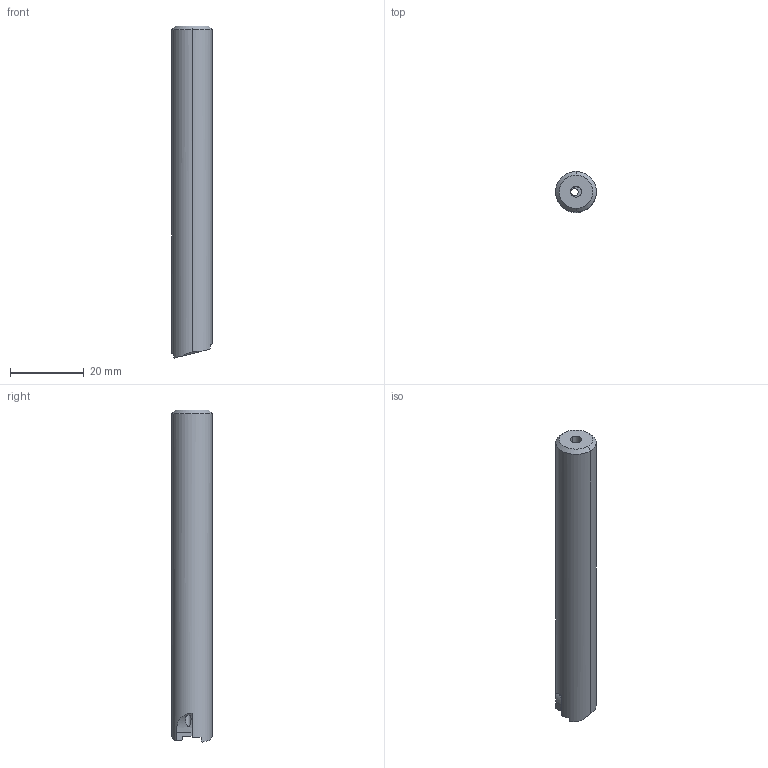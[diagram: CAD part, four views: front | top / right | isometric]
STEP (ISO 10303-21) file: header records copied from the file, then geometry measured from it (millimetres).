
FILE_DESCRIPTION(('no description'),'unknown implementation level');
FILE_NAME('0F08B6CF-298C-453A-8663-2074AFF712EF_export.stp',' ',('CIMSOURCE GmbH'),('CADClick - KiM GmbH - www.kimweb.de'),'unknown preprocess','ACIS','unknown authorization');
FILE_SCHEMA(('automotive_design'));
Length unit declared in the file: millimetre
Products named in the file (1): Fase2
Bounding box: 11 x 11 x 89.82 mm (x, y, z)
Volume: 7666.8 mm3; surface area: 4091.9 mm2
Topology: 1 solids, 1 shells, 53 faces, 148 edges, 94 vertices
Faces by surface type: cylinder 25, plane 18, cone 10
Entity records: 3550 total; most frequent: CARTESIAN_POINT 659, STYLED_ITEM 292, PRESENTATION_STYLE_ASSIGNMENT 292, COLOUR_RGB 292, ORIENTED_EDGE 288, DIRECTION 234, EDGE_CURVE 144, CURVE_STYLE 144
